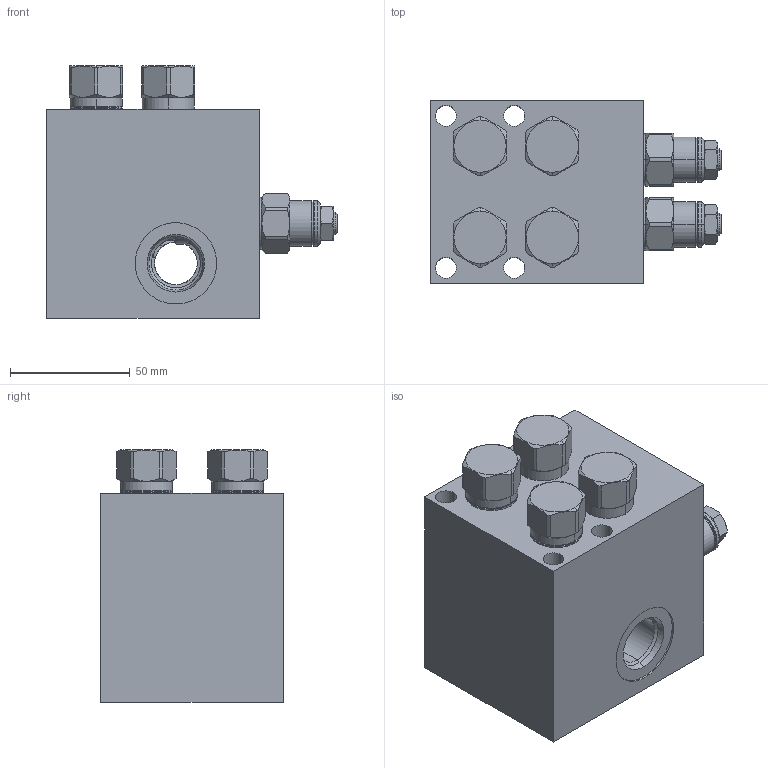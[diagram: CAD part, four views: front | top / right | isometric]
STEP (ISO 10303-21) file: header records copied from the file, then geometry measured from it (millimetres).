
FILE_DESCRIPTION((''),'2;1');
FILE_NAME('YCCJLHNAK_ASM','2021-12-09T',('ProEService'),(''),'PRO/ENGINEER BY PARAMETRIC TECHNOLOGY CORPORATION, 2014200','PRO/ENGINEER BY PARAMETRIC TECHNOLOGY CORPORATION, 2014200','');
FILE_SCHEMA(('CONFIG_CONTROL_DESIGN'));
Length unit declared in the file: inch
Products named in the file (5): 151-410-004; CXCDXAN; CXDAXAN; CBCALHN; YCCJLHNAK_ASM
Assembly tree (7 placements, depth 2):
  YCCJLHNAK_ASM
    151-410-004
    CXCDXAN  x2
    CXDAXAN  x2
    CBCALHN  x2
Bounding box: 121.44 x 76.2 x 105.59 mm (x, y, z)
Volume: 544261.2 mm3; surface area: 118188.5 mm2
Topology: 17 solids, 23 shells, 1626 faces, 4499 edges, 3174 vertices
Faces by surface type: cylinder 694, cone 338, plane 326, torus 184, revolution 48, bspline 36
Entity records: 37619 total; most frequent: CARTESIAN_POINT 13182, DIRECTION 5126, ORIENTED_EDGE 4590, EDGE_CURVE 2295, AXIS2_PLACEMENT_3D 1968, VERTEX_POINT 1430, VECTOR 1166, LINE 1166
